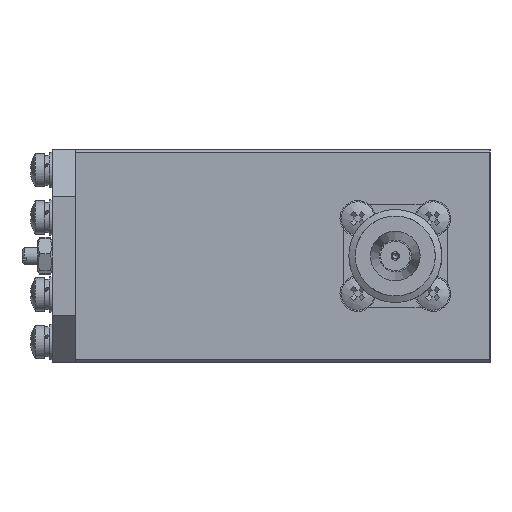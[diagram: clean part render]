
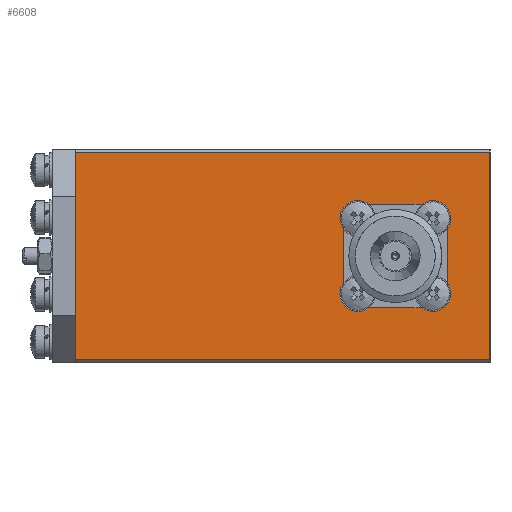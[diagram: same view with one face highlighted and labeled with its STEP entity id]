
A CAD part, left-side view. The second image highlights one B-rep face of the part: STEP entity #6608.
In plain terms, the highlighted planar face has unit normal (-1, 0, 0).
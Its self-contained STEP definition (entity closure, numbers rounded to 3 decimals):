
#6608=ADVANCED_FACE('',(#22501,#22503),#22505,.F.);
#22501=FACE_BOUND('',#22502,.T.);
#22502=EDGE_LOOP('',(#37240,#37241,#37242,#37243));
#22503=FACE_BOUND('',#22504,.T.);
#22504=EDGE_LOOP('',(#37244,#37245,#37246,#37247,#37248,#37249,#37250,#37251));
#22505=PLANE('',#22506);
#22506=AXIS2_PLACEMENT_3D('',#22507,#22508,#22509);
#22507=CARTESIAN_POINT('',(-70.5,70.,18.));
#22508=DIRECTION('',(1.,-0.,0.));
#22509=DIRECTION('',(0.,0.,-1.));
#37240=ORIENTED_EDGE('',*,*,#44765,.F.);
#37241=ORIENTED_EDGE('',*,*,#44769,.T.);
#37242=ORIENTED_EDGE('',*,*,#44760,.T.);
#37243=ORIENTED_EDGE('',*,*,#44770,.T.);
#37244=ORIENTED_EDGE('',*,*,#44771,.F.);
#37245=ORIENTED_EDGE('',*,*,#44772,.F.);
#37246=ORIENTED_EDGE('',*,*,#44773,.F.);
#37247=ORIENTED_EDGE('',*,*,#44774,.T.);
#37248=ORIENTED_EDGE('',*,*,#44775,.T.);
#37249=ORIENTED_EDGE('',*,*,#44776,.T.);
#37250=ORIENTED_EDGE('',*,*,#44777,.T.);
#37251=ORIENTED_EDGE('',*,*,#44778,.F.);
#44760=EDGE_CURVE('',#50662,#50660,#50663,.T.);
#44765=EDGE_CURVE('',#50669,#50671,#50672,.T.);
#44769=EDGE_CURVE('',#50669,#50662,#50678,.T.);
#44770=EDGE_CURVE('',#50660,#50671,#50679,.T.);
#44771=EDGE_CURVE('',#50680,#50681,#50682,.T.);
#44772=EDGE_CURVE('',#50683,#50680,#50684,.T.);
#44773=EDGE_CURVE('',#50685,#50683,#50686,.T.);
#44774=EDGE_CURVE('',#50685,#50687,#50688,.T.);
#44775=EDGE_CURVE('',#50687,#50689,#50690,.T.);
#44776=EDGE_CURVE('',#50689,#50691,#50692,.T.);
#44777=EDGE_CURVE('',#50691,#50693,#50694,.T.);
#44778=EDGE_CURVE('',#50681,#50693,#50695,.T.);
#50660=VERTEX_POINT('',#72951);
#50662=VERTEX_POINT('',#72955);
#50663=LINE('',#72956,#72957);
#50669=VERTEX_POINT('',#72970);
#50671=VERTEX_POINT('',#72974);
#50672=LINE('',#72975,#72976);
#50678=LINE('',#72989,#72990);
#50679=LINE('',#72992,#72993);
#50680=VERTEX_POINT('',#72995);
#50681=VERTEX_POINT('',#72996);
#50682=LINE('',#72997,#72998);
#50683=VERTEX_POINT('',#73000);
#50684=LINE('',#73001,#73002);
#50685=VERTEX_POINT('',#73004);
#50686=LINE('',#73005,#73006);
#50687=VERTEX_POINT('',#73008);
#50688=LINE('',#73009,#73010);
#50689=VERTEX_POINT('',#73012);
#50690=LINE('',#73013,#73014);
#50691=VERTEX_POINT('',#73016);
#50692=LINE('',#73017,#73018);
#50693=VERTEX_POINT('',#73020);
#50694=LINE('',#73021,#73022);
#50695=LINE('',#73024,#73025);
#72951=CARTESIAN_POINT('',(-70.5,0.,17.5));
#72955=CARTESIAN_POINT('',(-70.5,0.,-17.5));
#72956=CARTESIAN_POINT('',(-70.5,0.,-17.5));
#72957=VECTOR('',#72958,1.);
#72958=DIRECTION('',(0.,0.,1.));
#72970=CARTESIAN_POINT('',(-70.5,70.,-17.5));
#72974=CARTESIAN_POINT('',(-70.5,70.,17.5));
#72975=CARTESIAN_POINT('',(-70.5,70.,-17.5));
#72976=VECTOR('',#72977,1.);
#72977=DIRECTION('',(0.,0.,1.));
#72989=CARTESIAN_POINT('',(-70.5,70.,-17.5));
#72990=VECTOR('',#72991,1.);
#72991=DIRECTION('',(0.,-1.,0.));
#72992=CARTESIAN_POINT('',(-70.5,0.,17.5));
#72993=VECTOR('',#72994,1.);
#72994=DIRECTION('',(0.,1.,0.));
#72995=CARTESIAN_POINT('',(-70.5,7.25,-7.25));
#72996=CARTESIAN_POINT('',(-70.5,7.25,7.25));
#72997=CARTESIAN_POINT('',(-70.5,7.25,-7.25));
#72998=VECTOR('',#72999,1.);
#72999=DIRECTION('',(0.,0.,1.));
#73000=CARTESIAN_POINT('',(-70.5,8.75,-8.75));
#73001=CARTESIAN_POINT('',(-70.5,8.75,-8.75));
#73002=VECTOR('',#73003,1.);
#73003=DIRECTION('',(0.,-0.707,0.707));
#73004=CARTESIAN_POINT('',(-70.5,23.25,-8.75));
#73005=CARTESIAN_POINT('',(-70.5,23.25,-8.75));
#73006=VECTOR('',#73007,1.);
#73007=DIRECTION('',(0.,-1.,0.));
#73008=CARTESIAN_POINT('',(-70.5,24.75,-7.25));
#73009=CARTESIAN_POINT('',(-70.5,23.25,-8.75));
#73010=VECTOR('',#73011,1.);
#73011=DIRECTION('',(0.,0.707,0.707));
#73012=CARTESIAN_POINT('',(-70.5,24.75,7.25));
#73013=CARTESIAN_POINT('',(-70.5,24.75,-7.25));
#73014=VECTOR('',#73015,1.);
#73015=DIRECTION('',(0.,0.,1.));
#73016=CARTESIAN_POINT('',(-70.5,23.25,8.75));
#73017=CARTESIAN_POINT('',(-70.5,24.75,7.25));
#73018=VECTOR('',#73019,1.);
#73019=DIRECTION('',(0.,-0.707,0.707));
#73020=CARTESIAN_POINT('',(-70.5,8.75,8.75));
#73021=CARTESIAN_POINT('',(-70.5,23.25,8.75));
#73022=VECTOR('',#73023,1.);
#73023=DIRECTION('',(0.,-1.,0.));
#73024=CARTESIAN_POINT('',(-70.5,7.25,7.25));
#73025=VECTOR('',#73026,1.);
#73026=DIRECTION('',(0.,0.707,0.707));
